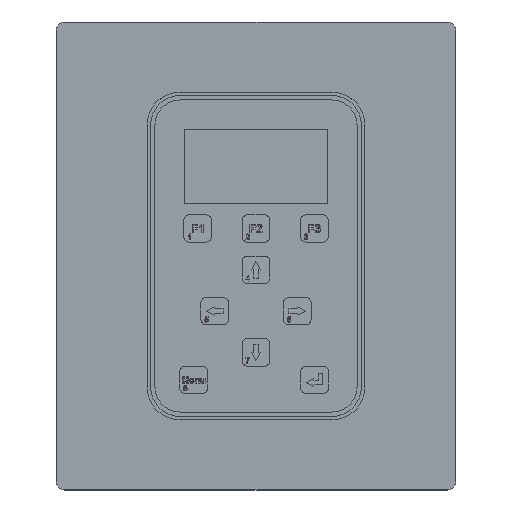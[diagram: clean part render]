
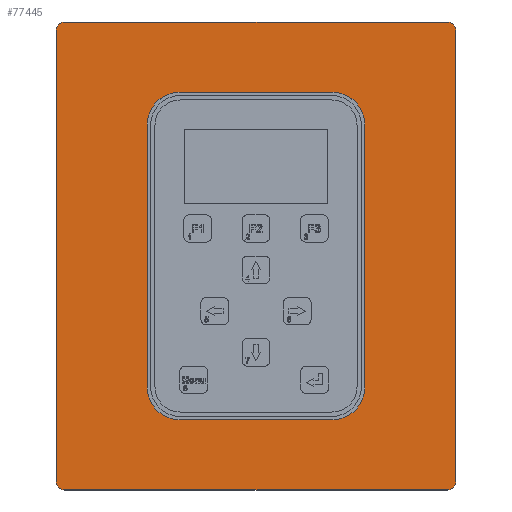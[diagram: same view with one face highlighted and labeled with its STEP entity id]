
A CAD part, top view. The second image highlights one B-rep face of the part: STEP entity #77445.
In plain terms, the highlighted planar face has unit normal (0, 0, 1).
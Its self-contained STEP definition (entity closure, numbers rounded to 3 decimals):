
#356=FACE_BOUND('',#10816,.T.);
#1553=CIRCLE('',#82806,0.15);
#1554=CIRCLE('',#82807,0.15);
#1555=CIRCLE('',#82808,0.15);
#1556=CIRCLE('',#82809,0.15);
#1557=CIRCLE('',#82810,0.603);
#1558=CIRCLE('',#82811,0.603);
#1559=CIRCLE('',#82812,0.603);
#1560=CIRCLE('',#82813,0.603);
#6477=FACE_OUTER_BOUND('',#10815,.T.);
#10815=EDGE_LOOP('',(#69909,#69910,#69911,#69912,#69913,#69914,#69915,#69916));
#10816=EDGE_LOOP('',(#69917,#69918,#69919,#69920,#69921,#69922,#69923,#69924));
#20492=LINE('',#124923,#30160);
#20493=LINE('',#124927,#30161);
#20494=LINE('',#124931,#30162);
#20495=LINE('',#124934,#30163);
#20496=LINE('',#124937,#30164);
#20497=LINE('',#124941,#30165);
#20498=LINE('',#124945,#30166);
#20499=LINE('',#124949,#30167);
#30160=VECTOR('',#102785,0.394);
#30161=VECTOR('',#102788,0.394);
#30162=VECTOR('',#102791,0.394);
#30163=VECTOR('',#102794,0.394);
#30164=VECTOR('',#102795,0.394);
#30165=VECTOR('',#102798,0.394);
#30166=VECTOR('',#102801,0.394);
#30167=VECTOR('',#102804,0.394);
#37385=VERTEX_POINT('',#124919);
#37386=VERTEX_POINT('',#124920);
#37387=VERTEX_POINT('',#124922);
#37388=VERTEX_POINT('',#124924);
#37389=VERTEX_POINT('',#124926);
#37390=VERTEX_POINT('',#124928);
#37391=VERTEX_POINT('',#124930);
#37392=VERTEX_POINT('',#124932);
#37393=VERTEX_POINT('',#124935);
#37394=VERTEX_POINT('',#124936);
#37395=VERTEX_POINT('',#124938);
#37396=VERTEX_POINT('',#124940);
#37397=VERTEX_POINT('',#124942);
#37398=VERTEX_POINT('',#124944);
#37399=VERTEX_POINT('',#124946);
#37400=VERTEX_POINT('',#124948);
#48237=EDGE_CURVE('',#37385,#37386,#1553,.T.);
#48238=EDGE_CURVE('',#37387,#37385,#20492,.T.);
#48239=EDGE_CURVE('',#37388,#37387,#1554,.T.);
#48240=EDGE_CURVE('',#37389,#37388,#20493,.T.);
#48241=EDGE_CURVE('',#37390,#37389,#1555,.T.);
#48242=EDGE_CURVE('',#37391,#37390,#20494,.T.);
#48243=EDGE_CURVE('',#37392,#37391,#1556,.T.);
#48244=EDGE_CURVE('',#37386,#37392,#20495,.T.);
#48245=EDGE_CURVE('',#37393,#37394,#20496,.T.);
#48246=EDGE_CURVE('',#37395,#37393,#1557,.T.);
#48247=EDGE_CURVE('',#37396,#37395,#20497,.T.);
#48248=EDGE_CURVE('',#37397,#37396,#1558,.T.);
#48249=EDGE_CURVE('',#37398,#37397,#20498,.T.);
#48250=EDGE_CURVE('',#37399,#37398,#1559,.T.);
#48251=EDGE_CURVE('',#37400,#37399,#20499,.T.);
#48252=EDGE_CURVE('',#37394,#37400,#1560,.T.);
#69909=ORIENTED_EDGE('',*,*,#48237,.F.);
#69910=ORIENTED_EDGE('',*,*,#48238,.F.);
#69911=ORIENTED_EDGE('',*,*,#48239,.F.);
#69912=ORIENTED_EDGE('',*,*,#48240,.F.);
#69913=ORIENTED_EDGE('',*,*,#48241,.F.);
#69914=ORIENTED_EDGE('',*,*,#48242,.F.);
#69915=ORIENTED_EDGE('',*,*,#48243,.F.);
#69916=ORIENTED_EDGE('',*,*,#48244,.F.);
#69917=ORIENTED_EDGE('',*,*,#48245,.F.);
#69918=ORIENTED_EDGE('',*,*,#48246,.F.);
#69919=ORIENTED_EDGE('',*,*,#48247,.F.);
#69920=ORIENTED_EDGE('',*,*,#48248,.F.);
#69921=ORIENTED_EDGE('',*,*,#48249,.F.);
#69922=ORIENTED_EDGE('',*,*,#48250,.F.);
#69923=ORIENTED_EDGE('',*,*,#48251,.F.);
#69924=ORIENTED_EDGE('',*,*,#48252,.F.);
#73470=PLANE('',#82805);
#77445=ADVANCED_FACE('',(#6477,#356),#73470,.T.);
#82805=AXIS2_PLACEMENT_3D('',#124918,#102781,#102782);
#82806=AXIS2_PLACEMENT_3D('',#124921,#102783,#102784);
#82807=AXIS2_PLACEMENT_3D('',#124925,#102786,#102787);
#82808=AXIS2_PLACEMENT_3D('',#124929,#102789,#102790);
#82809=AXIS2_PLACEMENT_3D('',#124933,#102792,#102793);
#82810=AXIS2_PLACEMENT_3D('',#124939,#102796,#102797);
#82811=AXIS2_PLACEMENT_3D('',#124943,#102799,#102800);
#82812=AXIS2_PLACEMENT_3D('',#124947,#102802,#102803);
#82813=AXIS2_PLACEMENT_3D('',#124950,#102805,#102806);
#102781=DIRECTION('center_axis',(0.,0.,1.));
#102782=DIRECTION('ref_axis',(1.,0.,0.));
#102783=DIRECTION('center_axis',(0.,0.,-1.));
#102784=DIRECTION('ref_axis',(0.,1.,0.));
#102785=DIRECTION('',(0.,1.,0.));
#102786=DIRECTION('center_axis',(0.,0.,-1.));
#102787=DIRECTION('ref_axis',(-1.,0.,0.));
#102788=DIRECTION('',(-1.,0.,0.));
#102789=DIRECTION('center_axis',(0.,0.,-1.));
#102790=DIRECTION('ref_axis',(0.,-1.,0.));
#102791=DIRECTION('',(0.,-1.,0.));
#102792=DIRECTION('center_axis',(0.,0.,-1.));
#102793=DIRECTION('ref_axis',(1.,0.,0.));
#102794=DIRECTION('',(1.,0.,0.));
#102795=DIRECTION('',(0.,1.,0.));
#102796=DIRECTION('center_axis',(0.,0.,1.));
#102797=DIRECTION('ref_axis',(1.,0.,0.));
#102798=DIRECTION('',(1.,0.,0.));
#102799=DIRECTION('center_axis',(0.,0.,1.));
#102800=DIRECTION('ref_axis',(0.,-1.,0.));
#102801=DIRECTION('',(0.,-1.,0.));
#102802=DIRECTION('center_axis',(0.,0.,
1.));
#102803=DIRECTION('ref_axis',(-1.,0.,0.));
#102804=DIRECTION('',(-1.,0.,0.));
#102805=DIRECTION('center_axis',(0.,0.,
1.));
#102806=DIRECTION('ref_axis',(0.,1.,0.));
#124918=CARTESIAN_POINT('Origin',(4.629,1.02,1.771));
#124919=CARTESIAN_POINT('',(1.004,9.37,1.771));
#124920=CARTESIAN_POINT('',(1.154,9.52,1.771));
#124921=CARTESIAN_POINT('Origin',(1.154,9.37,1.771));
#124922=CARTESIAN_POINT('',(1.004,1.17,1.771));
#124923=CARTESIAN_POINT('',(1.004,1.17,1.771));
#124924=CARTESIAN_POINT('',(1.154,1.02,1.771));
#124925=CARTESIAN_POINT('Origin',(1.154,1.17,1.771));
#124926=CARTESIAN_POINT('',(8.104,1.02,1.771));
#124927=CARTESIAN_POINT('',(8.104,1.02,1.771));
#124928=CARTESIAN_POINT('',(8.254,1.17,1.771));
#124929=CARTESIAN_POINT('Origin',(8.104,1.17,1.771));
#124930=CARTESIAN_POINT('',(8.254,9.37,1.771));
#124931=CARTESIAN_POINT('',(8.254,9.37,1.771));
#124932=CARTESIAN_POINT('',(8.104,9.52,1.771));
#124933=CARTESIAN_POINT('Origin',(8.104,9.37,1.771));
#124934=CARTESIAN_POINT('',(1.154,9.52,1.771));
#124935=CARTESIAN_POINT('',(6.606,2.895,1.771));
#124936=CARTESIAN_POINT('',(6.606,7.645,1.771));
#124937=CARTESIAN_POINT('',(6.606,2.895,1.771));
#124938=CARTESIAN_POINT('',(6.004,2.292,1.771));
#124939=CARTESIAN_POINT('Origin',(6.004,2.895,1.771));
#124940=CARTESIAN_POINT('',(3.254,2.292,1.771));
#124941=CARTESIAN_POINT('',(3.254,2.292,1.771));
#124942=CARTESIAN_POINT('',(2.651,2.895,1.771));
#124943=CARTESIAN_POINT('Origin',(3.254,2.895,1.771));
#124944=CARTESIAN_POINT('',(2.651,7.645,1.771));
#124945=CARTESIAN_POINT('',(2.651,7.645,1.771));
#124946=CARTESIAN_POINT('',(3.254,8.247,1.771));
#124947=CARTESIAN_POINT('Origin',(3.254,7.645,1.771));
#124948=CARTESIAN_POINT('',(6.004,8.247,1.771));
#124949=CARTESIAN_POINT('',(6.004,8.247,1.771));
#124950=CARTESIAN_POINT('Origin',(6.004,7.645,1.771));
